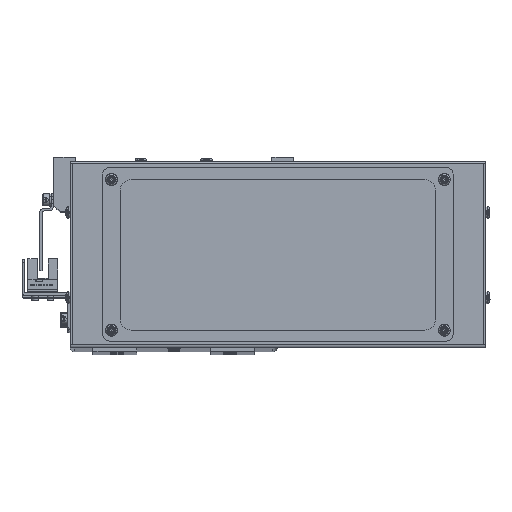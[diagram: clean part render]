
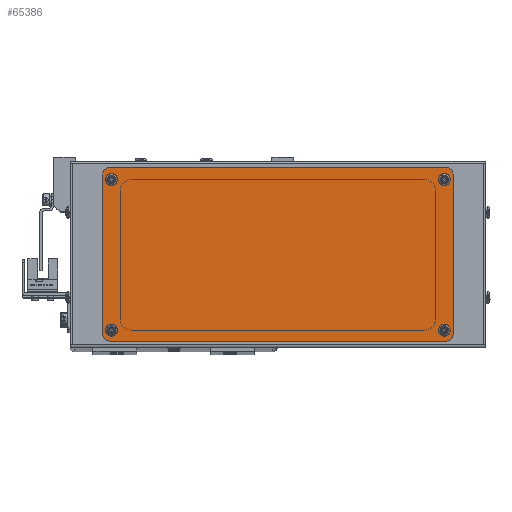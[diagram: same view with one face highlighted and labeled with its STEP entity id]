
A CAD part, top view. The second image highlights one B-rep face of the part: STEP entity #65386.
In plain terms, the highlighted face is planar.
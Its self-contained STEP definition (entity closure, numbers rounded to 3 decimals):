
#449 = CARTESIAN_POINT ( 'NONE',  ( -76.25, -34.75, 0. ) ) ;
#1075 = ORIENTED_EDGE ( 'NONE', *, *, #70267, .F. ) ;
#1208 = EDGE_CURVE ( 'NONE', #23699, #58734, #71094, .T. ) ;
#1309 = AXIS2_PLACEMENT_3D ( 'NONE', #52953, #56144, #60013 ) ;
#1591 = EDGE_CURVE ( 'NONE', #61692, #9382, #32676, .T. ) ;
#2454 = DIRECTION ( 'NONE',  ( 0., 0., 1. ) ) ;
#3406 = AXIS2_PLACEMENT_3D ( 'NONE', #19367, #59279, #25069 ) ;
#4014 = CIRCLE ( 'NONE', #14778, 1.7 ) ;
#4315 = FACE_BOUND ( 'NONE', #45910, .T. ) ;
#4595 = ORIENTED_EDGE ( 'NONE', *, *, #22432, .F. ) ;
#5383 = LINE ( 'NONE', #55780, #33962 ) ;
#6280 = DIRECTION ( 'NONE',  ( 1., 0., 0. ) ) ;
#6324 = CIRCLE ( 'NONE', #3406, 3. ) ;
#7153 = CARTESIAN_POINT ( 'NONE',  ( -77.95, -34.75, 0. ) ) ;
#7307 = EDGE_CURVE ( 'NONE', #51510, #60064, #22754, .T. ) ;
#7941 = FACE_OUTER_BOUND ( 'NONE', #38265, .T. ) ;
#8473 = CARTESIAN_POINT ( 'NONE',  ( -77.25, -39.75, 0. ) ) ;
#8759 = CARTESIAN_POINT ( 'NONE',  ( -80.25, 36.75, 0. ) ) ;
#9382 = VERTEX_POINT ( 'NONE', #45035 ) ;
#10339 = DIRECTION ( 'NONE',  ( 0., 1., 0. ) ) ;
#10944 = DIRECTION ( 'NONE',  ( 0., 0., 1. ) ) ;
#11360 = AXIS2_PLACEMENT_3D ( 'NONE', #449, #40480, #6280 ) ;
#11618 = CIRCLE ( 'NONE', #47839, 1.7 ) ;
#11714 = CARTESIAN_POINT ( 'NONE',  ( 77.25, -39.75, 0. ) ) ;
#12168 = AXIS2_PLACEMENT_3D ( 'NONE', #45191, #10944, #50922 ) ;
#12235 = CARTESIAN_POINT ( 'NONE',  ( 80.25, 36.75, 0. ) ) ;
#12351 = VERTEX_POINT ( 'NONE', #62793 ) ;
#12513 = CIRCLE ( 'NONE', #19921, 3. ) ;
#14062 = PLANE ( 'NONE',  #53613 ) ;
#14778 = AXIS2_PLACEMENT_3D ( 'NONE', #36692, #2454, #42441 ) ;
#15719 = CARTESIAN_POINT ( 'NONE',  ( 76.25, -34.75, 0. ) ) ;
#16308 = CARTESIAN_POINT ( 'NONE',  ( -76.25, -34.75, 0. ) ) ;
#17465 = CARTESIAN_POINT ( 'NONE',  ( 77.25, -36.75, 0. ) ) ;
#17628 = CARTESIAN_POINT ( 'NONE',  ( -77.25, 36.75, 0. ) ) ;
#17706 = VECTOR ( 'NONE', #32558, 1000. ) ;
#17708 = DIRECTION ( 'NONE',  ( 0., 0., 1. ) ) ;
#17782 = DIRECTION ( 'NONE',  ( 1., 0., 0. ) ) ;
#17980 = ORIENTED_EDGE ( 'NONE', *, *, #45579, .F. ) ;
#18322 = CARTESIAN_POINT ( 'NONE',  ( 77.25, 39.75, 0. ) ) ;
#18917 = VERTEX_POINT ( 'NONE', #12235 ) ;
#19367 = CARTESIAN_POINT ( 'NONE',  ( 77.25, 36.75, 0. ) ) ;
#19921 = AXIS2_PLACEMENT_3D ( 'NONE', #17465, #57407, #23190 ) ;
#20013 = VERTEX_POINT ( 'NONE', #8473 ) ;
#20063 = ORIENTED_EDGE ( 'NONE', *, *, #60788, .T. ) ;
#21508 = DIRECTION ( 'NONE',  ( 1., 0., 0. ) ) ;
#22069 = DIRECTION ( 'NONE',  ( 1., 0., 0. ) ) ;
#22236 = CARTESIAN_POINT ( 'NONE',  ( 77.25, -39.75, 0. ) ) ;
#22432 = EDGE_CURVE ( 'NONE', #68779, #18917, #5383, .T. ) ;
#22569 = ORIENTED_EDGE ( 'NONE', *, *, #38314, .T. ) ;
#22591 = CARTESIAN_POINT ( 'NONE',  ( -77.25, 39.75, 0. ) ) ;
#22754 = CIRCLE ( 'NONE', #12168, 1.7 ) ;
#23190 = DIRECTION ( 'NONE',  ( 1., 0., 0. ) ) ;
#23699 = VERTEX_POINT ( 'NONE', #43523 ) ;
#25069 = DIRECTION ( 'NONE',  ( 1., 0., 0. ) ) ;
#25554 = CARTESIAN_POINT ( 'NONE',  ( -77.25, 36.75, 0. ) ) ;
#25998 = EDGE_CURVE ( 'NONE', #18917, #60216, #6324, .T. ) ;
#26324 = EDGE_LOOP ( 'NONE', ( #33217, #66398 ) ) ;
#28713 = ORIENTED_EDGE ( 'NONE', *, *, #1208, .F. ) ;
#28755 = DIRECTION ( 'NONE',  ( 0., 0., 1. ) ) ;
#29262 = VERTEX_POINT ( 'NONE', #72886 ) ;
#31052 = DIRECTION ( 'NONE',  ( 0., 0., 1. ) ) ;
#31330 = DIRECTION ( 'NONE',  ( 1., 0., 0. ) ) ;
#32558 = DIRECTION ( 'NONE',  ( 0., -1., 0. ) ) ;
#32676 = CIRCLE ( 'NONE', #1309, 1.7 ) ;
#33103 = DIRECTION ( 'NONE',  ( 0., 0., 1. ) ) ;
#33217 = ORIENTED_EDGE ( 'NONE', *, *, #1591, .T. ) ;
#33738 = AXIS2_PLACEMENT_3D ( 'NONE', #65199, #31052, #70926 ) ;
#33962 = VECTOR ( 'NONE', #10339, 1000. ) ;
#33995 = VECTOR ( 'NONE', #45342, 1000. ) ;
#34276 = EDGE_CURVE ( 'NONE', #60237, #20013, #47369, .T. ) ;
#35006 = CIRCLE ( 'NONE', #41712, 1.7 ) ;
#36692 = CARTESIAN_POINT ( 'NONE',  ( -76.25, 34.25, 0. ) ) ;
#36945 = EDGE_LOOP ( 'NONE', ( #38306, #20063 ) ) ;
#38265 = EDGE_LOOP ( 'NONE', ( #28713, #1075, #50891, #4595, #58148, #17980, #41948, #48598 ) ) ;
#38306 = ORIENTED_EDGE ( 'NONE', *, *, #57611, .T. ) ;
#38314 = EDGE_CURVE ( 'NONE', #60064, #51510, #4014, .T. ) ;
#40480 = DIRECTION ( 'NONE',  ( 0., 0., 1. ) ) ;
#41712 = AXIS2_PLACEMENT_3D ( 'NONE', #67249, #33103, #72995 ) ;
#41948 = ORIENTED_EDGE ( 'NONE', *, *, #34276, .F. ) ;
#42324 = VECTOR ( 'NONE', #67842, 1000. ) ;
#42441 = DIRECTION ( 'NONE',  ( 1., 0., 0. ) ) ;
#43026 = AXIS2_PLACEMENT_3D ( 'NONE', #16308, #56267, #22069 ) ;
#43523 = CARTESIAN_POINT ( 'NONE',  ( -77.25, 39.75, 0. ) ) ;
#43902 = CARTESIAN_POINT ( 'NONE',  ( 74.55, -34.75, 0. ) ) ;
#45019 = CARTESIAN_POINT ( 'NONE',  ( 80.25, -36.75, 0. ) ) ;
#45035 = CARTESIAN_POINT ( 'NONE',  ( 77.95, -34.75, 0. ) ) ;
#45191 = CARTESIAN_POINT ( 'NONE',  ( -76.25, 34.25, 0. ) ) ;
#45342 = DIRECTION ( 'NONE',  ( -1., 0., 0. ) ) ;
#45579 = EDGE_CURVE ( 'NONE', #20013, #63205, #59265, .T. ) ;
#45910 = EDGE_LOOP ( 'NONE', ( #50492, #50281 ) ) ;
#47301 = CARTESIAN_POINT ( 'NONE',  ( -74.55, 34.25, 0. ) ) ;
#47369 = CIRCLE ( 'NONE', #33738, 3. ) ;
#47463 = CIRCLE ( 'NONE', #43026, 1.7 ) ;
#47809 = CIRCLE ( 'NONE', #63890, 1.7 ) ;
#47839 = AXIS2_PLACEMENT_3D ( 'NONE', #15719, #55672, #21508 ) ;
#48131 = FACE_BOUND ( 'NONE', #26324, .T. ) ;
#48598 = ORIENTED_EDGE ( 'NONE', *, *, #59896, .F. ) ;
#49110 = ORIENTED_EDGE ( 'NONE', *, *, #7307, .T. ) ;
#50146 = AXIS2_PLACEMENT_3D ( 'NONE', #17628, #17708, #17782 ) ;
#50281 = ORIENTED_EDGE ( 'NONE', *, *, #63874, .T. ) ;
#50492 = ORIENTED_EDGE ( 'NONE', *, *, #72771, .T. ) ;
#50891 = ORIENTED_EDGE ( 'NONE', *, *, #25998, .F. ) ;
#50922 = DIRECTION ( 'NONE',  ( 1., 0., 0. ) ) ;
#51220 = VERTEX_POINT ( 'NONE', #67703 ) ;
#51510 = VERTEX_POINT ( 'NONE', #47301 ) ;
#51679 = CIRCLE ( 'NONE', #11360, 1.7 ) ;
#51702 = FACE_BOUND ( 'NONE', #60318, .T. ) ;
#52953 = CARTESIAN_POINT ( 'NONE',  ( 76.25, -34.75, 0. ) ) ;
#53613 = AXIS2_PLACEMENT_3D ( 'NONE', #25554, #65463, #31330 ) ;
#53889 = VERTEX_POINT ( 'NONE', #7153 ) ;
#55672 = DIRECTION ( 'NONE',  ( 0., 0., 1. ) ) ;
#55780 = CARTESIAN_POINT ( 'NONE',  ( 80.25, 36.75, 0. ) ) ;
#56144 = DIRECTION ( 'NONE',  ( 0., 0., 1. ) ) ;
#56267 = DIRECTION ( 'NONE',  ( 0., 0., 1. ) ) ;
#57010 = CARTESIAN_POINT ( 'NONE',  ( -77.95, 34.25, 0. ) ) ;
#57407 = DIRECTION ( 'NONE',  ( 0., 0., 1. ) ) ;
#57611 = EDGE_CURVE ( 'NONE', #29262, #51220, #35006, .T. ) ;
#58148 = ORIENTED_EDGE ( 'NONE', *, *, #71370, .F. ) ;
#58734 = VERTEX_POINT ( 'NONE', #8759 ) ;
#59265 = LINE ( 'NONE', #22236, #42324 ) ;
#59279 = DIRECTION ( 'NONE',  ( 0., 0., 1. ) ) ;
#59896 = EDGE_CURVE ( 'NONE', #58734, #60237, #61455, .T. ) ;
#60013 = DIRECTION ( 'NONE',  ( 1., 0., 0. ) ) ;
#60064 = VERTEX_POINT ( 'NONE', #57010 ) ;
#60216 = VERTEX_POINT ( 'NONE', #18322 ) ;
#60237 = VERTEX_POINT ( 'NONE', #63955 ) ;
#60318 = EDGE_LOOP ( 'NONE', ( #22569, #49110 ) ) ;
#60788 = EDGE_CURVE ( 'NONE', #51220, #29262, #47809, .T. ) ;
#61455 = LINE ( 'NONE', #66713, #17706 ) ;
#61692 = VERTEX_POINT ( 'NONE', #43902 ) ;
#62793 = CARTESIAN_POINT ( 'NONE',  ( -74.55, -34.75, 0. ) ) ;
#62980 = CARTESIAN_POINT ( 'NONE',  ( 76.25, 34.25, 0. ) ) ;
#63205 = VERTEX_POINT ( 'NONE', #11714 ) ;
#63874 = EDGE_CURVE ( 'NONE', #12351, #53889, #47463, .T. ) ;
#63890 = AXIS2_PLACEMENT_3D ( 'NONE', #62980, #28755, #68648 ) ;
#63955 = CARTESIAN_POINT ( 'NONE',  ( -80.25, -36.75, 0. ) ) ;
#64350 = LINE ( 'NONE', #22591, #33995 ) ;
#64380 = EDGE_CURVE ( 'NONE', #9382, #61692, #11618, .T. ) ;
#65041 = FACE_BOUND ( 'NONE', #36945, .T. ) ;
#65199 = CARTESIAN_POINT ( 'NONE',  ( -77.25, -36.75, 0. ) ) ;
#65386 = ADVANCED_FACE ( 'NONE', ( #4315, #51702, #7941, #65041, #48131 ), #14062, .F. ) ;
#65463 = DIRECTION ( 'NONE',  ( 0., 0., 1. ) ) ;
#66398 = ORIENTED_EDGE ( 'NONE', *, *, #64380, .T. ) ;
#66713 = CARTESIAN_POINT ( 'NONE',  ( -80.25, -36.75, 0. ) ) ;
#67249 = CARTESIAN_POINT ( 'NONE',  ( 76.25, 34.25, 0. ) ) ;
#67703 = CARTESIAN_POINT ( 'NONE',  ( 77.95, 34.25, 0. ) ) ;
#67842 = DIRECTION ( 'NONE',  ( 1., 0., 0. ) ) ;
#68648 = DIRECTION ( 'NONE',  ( 1., 0., 0. ) ) ;
#68779 = VERTEX_POINT ( 'NONE', #45019 ) ;
#70267 = EDGE_CURVE ( 'NONE', #60216, #23699, #64350, .T. ) ;
#70926 = DIRECTION ( 'NONE',  ( 1., 0., 0. ) ) ;
#71094 = CIRCLE ( 'NONE', #50146, 3. ) ;
#71370 = EDGE_CURVE ( 'NONE', #63205, #68779, #12513, .T. ) ;
#72771 = EDGE_CURVE ( 'NONE', #53889, #12351, #51679, .T. ) ;
#72886 = CARTESIAN_POINT ( 'NONE',  ( 74.55, 34.25, 0. ) ) ;
#72995 = DIRECTION ( 'NONE',  ( 1., 0., 0. ) ) ;
